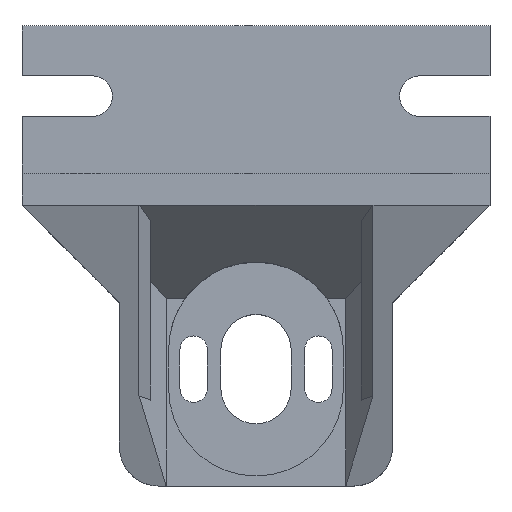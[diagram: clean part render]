
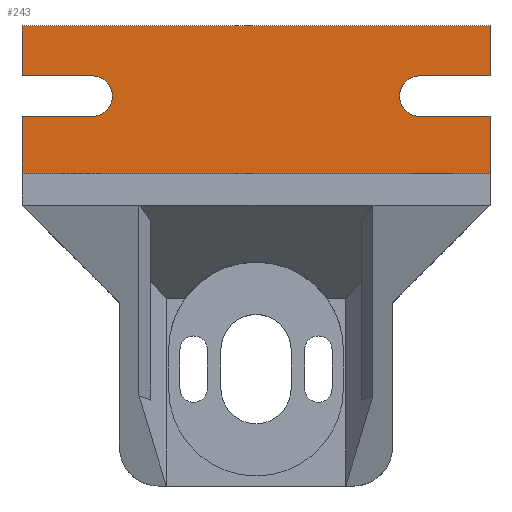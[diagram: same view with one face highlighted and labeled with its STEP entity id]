
A CAD part, top view. The second image highlights one B-rep face of the part: STEP entity #243.
In plain terms, the highlighted planar face has unit normal (0, 0, 1).
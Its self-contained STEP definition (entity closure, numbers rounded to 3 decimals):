
#140=CARTESIAN_POINT('Axis2P3D Location',(0.,0.,4.)) ;
#145=CARTESIAN_POINT('Line Origine',(30.,49.8,4.)) ;
#149=CARTESIAN_POINT('Vertex',(30.,46.6,4.)) ;
#151=CARTESIAN_POINT('Vertex',(30.,53.,4.)) ;
#154=CARTESIAN_POINT('Line Origine',(0.,53.,4.)) ;
#158=CARTESIAN_POINT('Vertex',(-30.,53.,4.)) ;
#161=CARTESIAN_POINT('Line Origine',(-30.,49.8,4.)) ;
#165=CARTESIAN_POINT('Vertex',(-30.,46.6,4.)) ;
#168=CARTESIAN_POINT('Line Origine',(-25.5,46.6,4.)) ;
#172=CARTESIAN_POINT('Vertex',(-21.,46.6,4.)) ;
#175=CARTESIAN_POINT('Axis2P3D Location',(-21.,44.,4.)) ;
#179=CARTESIAN_POINT('Vertex',(-21.,41.4,4.)) ;
#182=CARTESIAN_POINT('Line Origine',(-25.5,41.4,4.)) ;
#186=CARTESIAN_POINT('Vertex',(-30.,41.4,4.)) ;
#189=CARTESIAN_POINT('Line Origine',(-30.,37.7,4.)) ;
#193=CARTESIAN_POINT('Vertex',(-30.,34.,4.)) ;
#196=CARTESIAN_POINT('Line Origine',(0.,34.,4.)) ;
#200=CARTESIAN_POINT('Vertex',(30.,34.,4.)) ;
#203=CARTESIAN_POINT('Line Origine',(30.,37.7,4.)) ;
#207=CARTESIAN_POINT('Vertex',(30.,41.4,4.)) ;
#210=CARTESIAN_POINT('Line Origine',(25.5,41.4,4.)) ;
#214=CARTESIAN_POINT('Vertex',(21.,41.4,4.)) ;
#217=CARTESIAN_POINT('Axis2P3D Location',(21.,44.,4.)) ;
#221=CARTESIAN_POINT('Vertex',(21.,46.6,4.)) ;
#224=CARTESIAN_POINT('Line Origine',(25.5,46.6,4.)) ;
#141=DIRECTION('Axis2P3D Direction',(0.,0.,1.)) ;
#142=DIRECTION('Axis2P3D XDirection',(1.,0.,0.)) ;
#146=DIRECTION('Vector Direction',(0.,1.,0.)) ;
#155=DIRECTION('Vector Direction',(-1.,0.,0.)) ;
#162=DIRECTION('Vector Direction',(0.,-1.,0.)) ;
#169=DIRECTION('Vector Direction',(1.,0.,0.)) ;
#176=DIRECTION('Axis2P3D Direction',(0.,0.,1.)) ;
#183=DIRECTION('Vector Direction',(1.,0.,0.)) ;
#190=DIRECTION('Vector Direction',(0.,-1.,0.)) ;
#197=DIRECTION('Vector Direction',(-1.,0.,0.)) ;
#204=DIRECTION('Vector Direction',(0.,1.,0.)) ;
#211=DIRECTION('Vector Direction',(-1.,0.,0.)) ;
#218=DIRECTION('Axis2P3D Direction',(0.,0.,1.)) ;
#225=DIRECTION('Vector Direction',(-1.,0.,0.)) ;
#143=AXIS2_PLACEMENT_3D('Plane Axis2P3D',#140,#141,#142) ;
#177=AXIS2_PLACEMENT_3D('Circle Axis2P3D',#175,#176,$) ;
#219=AXIS2_PLACEMENT_3D('Circle Axis2P3D',#217,#218,$) ;
#230=ORIENTED_EDGE('',*,*,#153,.T.) ;
#231=ORIENTED_EDGE('',*,*,#160,.T.) ;
#232=ORIENTED_EDGE('',*,*,#167,.T.) ;
#233=ORIENTED_EDGE('',*,*,#174,.T.) ;
#234=ORIENTED_EDGE('',*,*,#181,.F.) ;
#235=ORIENTED_EDGE('',*,*,#188,.F.) ;
#236=ORIENTED_EDGE('',*,*,#195,.T.) ;
#237=ORIENTED_EDGE('',*,*,#202,.F.) ;
#238=ORIENTED_EDGE('',*,*,#209,.T.) ;
#239=ORIENTED_EDGE('',*,*,#216,.T.) ;
#240=ORIENTED_EDGE('',*,*,#223,.F.) ;
#241=ORIENTED_EDGE('',*,*,#228,.F.) ;
#147=VECTOR('Line Direction',#146,1.) ;
#156=VECTOR('Line Direction',#155,1.) ;
#163=VECTOR('Line Direction',#162,1.) ;
#170=VECTOR('Line Direction',#169,1.) ;
#184=VECTOR('Line Direction',#183,1.) ;
#191=VECTOR('Line Direction',#190,1.) ;
#198=VECTOR('Line Direction',#197,1.) ;
#205=VECTOR('Line Direction',#204,1.) ;
#212=VECTOR('Line Direction',#211,1.) ;
#226=VECTOR('Line Direction',#225,1.) ;
#243=ADVANCED_FACE('Corps principal',(#242),#144,.T.) ;
#178=CIRCLE('generated circle',#177,2.6) ;
#220=CIRCLE('generated circle',#219,2.6) ;
#153=EDGE_CURVE('',#150,#152,#148,.T.) ;
#160=EDGE_CURVE('',#152,#159,#157,.T.) ;
#167=EDGE_CURVE('',#159,#166,#164,.T.) ;
#174=EDGE_CURVE('',#166,#173,#171,.T.) ;
#181=EDGE_CURVE('',#180,#173,#178,.T.) ;
#188=EDGE_CURVE('',#187,#180,#185,.T.) ;
#195=EDGE_CURVE('',#187,#194,#192,.T.) ;
#202=EDGE_CURVE('',#201,#194,#199,.T.) ;
#209=EDGE_CURVE('',#201,#208,#206,.T.) ;
#216=EDGE_CURVE('',#208,#215,#213,.T.) ;
#223=EDGE_CURVE('',#222,#215,#220,.T.) ;
#228=EDGE_CURVE('',#150,#222,#227,.T.) ;
#229=EDGE_LOOP('',(#230,#231,#232,#233,#234,#235,#236,#237,#238,#239,#240,#241)) ;
#242=FACE_OUTER_BOUND('',#229,.T.) ;
#148=LINE('Line',#145,#147) ;
#157=LINE('Line',#154,#156) ;
#164=LINE('Line',#161,#163) ;
#171=LINE('Line',#168,#170) ;
#185=LINE('Line',#182,#184) ;
#192=LINE('Line',#189,#191) ;
#199=LINE('Line',#196,#198) ;
#206=LINE('Line',#203,#205) ;
#213=LINE('Line',#210,#212) ;
#227=LINE('Line',#224,#226) ;
#144=PLANE('',#143) ;
#150=VERTEX_POINT('',#149) ;
#152=VERTEX_POINT('',#151) ;
#159=VERTEX_POINT('',#158) ;
#166=VERTEX_POINT('',#165) ;
#173=VERTEX_POINT('',#172) ;
#180=VERTEX_POINT('',#179) ;
#187=VERTEX_POINT('',#186) ;
#194=VERTEX_POINT('',#193) ;
#201=VERTEX_POINT('',#200) ;
#208=VERTEX_POINT('',#207) ;
#215=VERTEX_POINT('',#214) ;
#222=VERTEX_POINT('',#221) ;
